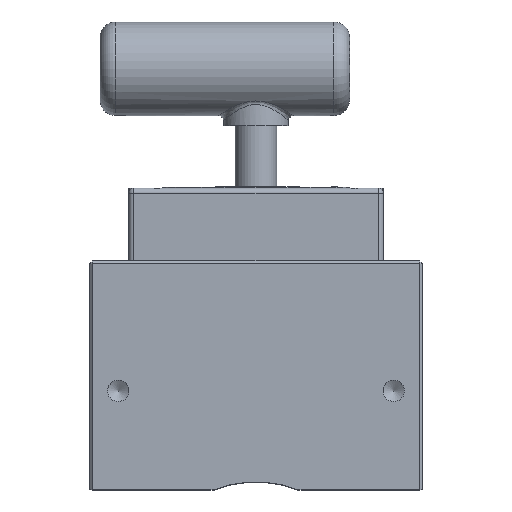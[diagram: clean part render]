
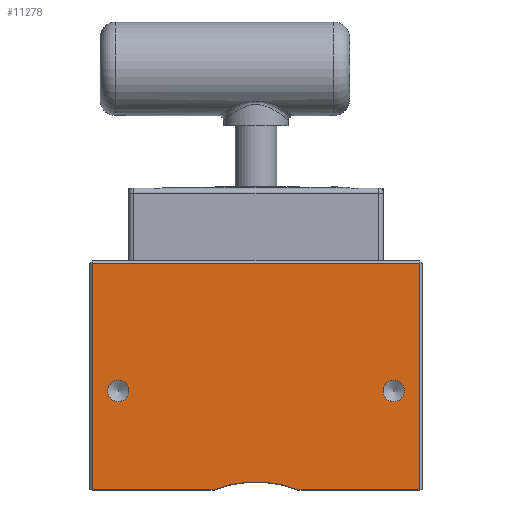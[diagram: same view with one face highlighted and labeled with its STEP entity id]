
A CAD part, top view. The second image highlights one B-rep face of the part: STEP entity #11278.
In plain terms, the highlighted planar face has unit normal (0, 0, 1).
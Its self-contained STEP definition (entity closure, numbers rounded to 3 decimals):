
#418=LINE($,#14559,#1438);
#426=LINE($,#14576,#1446);
#434=LINE($,#14593,#1454);
#440=LINE($,#14604,#1460);
#460=LINE($,#14642,#1480);
#1438=VECTOR($,#12459,23.422);
#1446=VECTOR($,#12473,23.422);
#1454=VECTOR($,#12489,43.5);
#1460=VECTOR($,#12499,43.5);
#1480=VECTOR($,#12535,63.);
#2482=PLANE($,#11994);
#2802=FACE_BOUND($,#3637,.T.);
#2803=FACE_BOUND($,#3638,.T.);
#2959=FACE_OUTER_BOUND($,#3636,.T.);
#3636=EDGE_LOOP($,(#7992,#7993,#7994,#7995,#7996,#7997));
#3637=EDGE_LOOP($,(#7998));
#3638=EDGE_LOOP($,(#7999));
#4897=CIRCLE($,#11920,22.5);
#4912=CIRCLE($,#11965,2.067);
#4914=CIRCLE($,#11969,2.067);
#5020=VERTEX_POINT($,#14556);
#5021=VERTEX_POINT($,#14558);
#5024=VERTEX_POINT($,#14566);
#5027=VERTEX_POINT($,#14574);
#5032=VERTEX_POINT($,#14589);
#5033=VERTEX_POINT($,#14596);
#5063=VERTEX_POINT($,#14698);
#5065=VERTEX_POINT($,#14704);
#6149=EDGE_CURVE($,#5020,#5021,#418,.T.);
#6154=EDGE_CURVE($,#5020,#5024,#4897,.T.);
#6158=EDGE_CURVE($,#5027,#5024,#426,.T.);
#6166=EDGE_CURVE($,#5021,#5032,#434,.T.);
#6172=EDGE_CURVE($,#5033,#5027,#440,.T.);
#6192=EDGE_CURVE($,#5032,#5033,#460,.T.);
#6216=EDGE_CURVE($,#5063,#5063,#4912,.T.);
#6218=EDGE_CURVE($,#5065,#5065,#4914,.T.);
#7992=ORIENTED_EDGE($,*,*,#6166,.F.);
#7993=ORIENTED_EDGE($,*,*,#6149,.F.);
#7994=ORIENTED_EDGE($,*,*,#6154,.T.);
#7995=ORIENTED_EDGE($,*,*,#6158,.F.);
#7996=ORIENTED_EDGE($,*,*,#6172,.F.);
#7997=ORIENTED_EDGE($,*,*,#6192,.F.);
#7998=ORIENTED_EDGE($,*,*,#6216,.T.);
#7999=ORIENTED_EDGE($,*,*,#6218,.T.);
#11278=ADVANCED_FACE($,(#2959,#2802,#2803),#2482,.T.);
#11920=AXIS2_PLACEMENT_3D($,#14568,#12466,#12467);
#11965=AXIS2_PLACEMENT_3D($,#14699,#12603,#12604);
#11969=AXIS2_PLACEMENT_3D($,#14705,#12611,#12612);
#11994=AXIS2_PLACEMENT_3D($,#14739,#12662,#12663);
#12459=DIRECTION($,(-1.,0.,0.));
#12466=DIRECTION('center_axis',(0.,0.,-1.));
#12467=DIRECTION('ref_axis',(0.359,0.933,0.));
#12473=DIRECTION($,(-1.,0.,0.));
#12489=DIRECTION($,(0.,1.,0.));
#12499=DIRECTION($,(0.,-1.,0.));
#12535=DIRECTION($,(1.,0.,0.));
#12603=DIRECTION('center_axis',(0.,0.,-1.));
#12604=DIRECTION('ref_axis',(1.,0.,0.));
#12611=DIRECTION('center_axis',(0.,0.,-1.));
#12612=DIRECTION('ref_axis',(1.,0.,0.));
#12662=DIRECTION('center_axis',(0.,0.,1.));
#12663=DIRECTION('ref_axis',(1.,0.,0.));
#14556=CARTESIAN_POINT('',(-8.078,-22.,20.75));
#14558=CARTESIAN_POINT('',(-31.5,-22.,20.75));
#14559=CARTESIAN_POINT($,(32.,-22.,20.75));
#14566=CARTESIAN_POINT('',(8.078,-22.,20.75));
#14568=CARTESIAN_POINT('Origin',(0.,-43.,20.75));
#14574=CARTESIAN_POINT('',(31.5,-22.,20.75));
#14576=CARTESIAN_POINT($,(32.,-22.,20.75));
#14589=CARTESIAN_POINT('',(-31.5,21.5,20.75));
#14593=CARTESIAN_POINT($,(-31.5,0.,20.75));
#14596=CARTESIAN_POINT('',(31.5,21.5,20.75));
#14604=CARTESIAN_POINT($,(31.5,0.,20.75));
#14642=CARTESIAN_POINT($,(-16.,21.5,20.75));
#14698=CARTESIAN_POINT('',(28.567,-3.,20.75));
#14699=CARTESIAN_POINT('Origin',(26.5,-3.,20.75));
#14704=CARTESIAN_POINT('',(-24.433,-3.,20.75));
#14705=CARTESIAN_POINT('Origin',(-26.5,-3.,20.75));
#14739=CARTESIAN_POINT('Origin',(-32.,0.,20.75));
